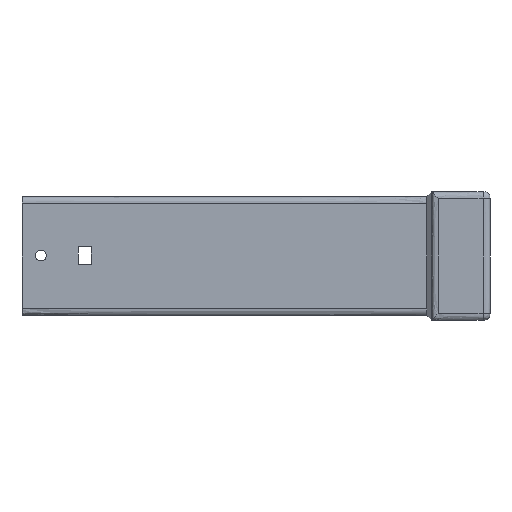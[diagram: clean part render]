
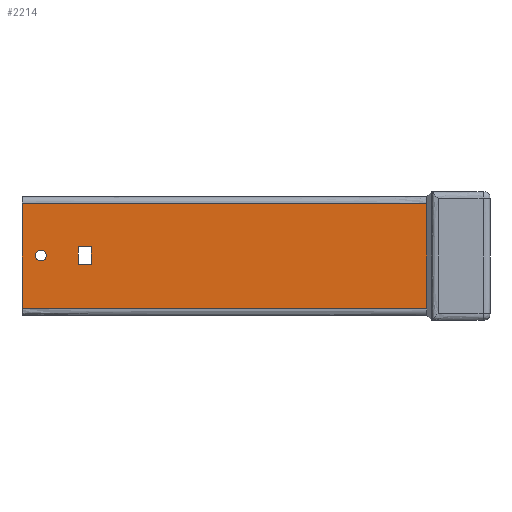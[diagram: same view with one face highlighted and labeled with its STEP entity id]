
A CAD part, front view. The second image highlights one B-rep face of the part: STEP entity #2214.
In plain terms, the highlighted planar face has unit normal (0, -1, 0).
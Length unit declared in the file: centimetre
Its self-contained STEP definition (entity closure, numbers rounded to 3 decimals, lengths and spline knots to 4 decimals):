
#260 = ORIENTED_EDGE ( 'NONE', *, *, #2112, .T. ) ;
#262 = CARTESIAN_POINT ( 'NONE',  ( 0., 0., 0. ) ) ;
#286 = VERTEX_POINT ( 'NONE', #1631 ) ;
#293 = VECTOR ( 'NONE', #2926, 100. ) ;
#316 = DIRECTION ( 'NONE',  ( 0., 1., 0. ) ) ;
#328 = ORIENTED_EDGE ( 'NONE', *, *, #1562, .T. ) ;
#357 = EDGE_CURVE ( 'NONE', #634, #2356, #2323, .T. ) ;
#412 = CARTESIAN_POINT ( 'NONE',  ( 0., 0., -0.3825 ) ) ;
#459 = VECTOR ( 'NONE', #3366, 100. ) ;
#470 = EDGE_CURVE ( 'NONE', #1009, #2952, #3875, .T. ) ;
#496 = LINE ( 'NONE', #2544, #602 ) ;
#509 = CARTESIAN_POINT ( 'NONE',  ( -4.1783, 0., 2.2471 ) ) ;
#521 = VECTOR ( 'NONE', #3544, 100. ) ;
#596 = CARTESIAN_POINT ( 'NONE',  ( -9.2, 0., -0.2325 ) ) ;
#602 = VECTOR ( 'NONE', #3211, 100. ) ;
#627 = EDGE_CURVE ( 'NONE', #2682, #634, #1855, .T. ) ;
#634 = VERTEX_POINT ( 'NONE', #1926 ) ;
#683 = ORIENTED_EDGE ( 'NONE', *, *, #4233, .F. ) ;
#740 = VECTOR ( 'NONE', #3904, 100. ) ;
#826 = CARTESIAN_POINT ( 'NONE',  ( -10.0175, 0., 2.5 ) ) ;
#843 = CARTESIAN_POINT ( 'NONE',  ( 7.5, 0., 2.2471 ) ) ;
#862 = VERTEX_POINT ( 'NONE', #3765 ) ;
#957 = B_SPLINE_CURVE_WITH_KNOTS ( 'NONE', 3,
 ( #843, #3894, #509, #3226 ),
 .UNSPECIFIED., .F., .F.,
 ( 4, 4 ),
 ( 0., 1. ),
 .UNSPECIFIED. ) ;
#963 = EDGE_LOOP ( 'NONE', ( #4351, #2728, #3378, #328 ) ) ;
#994 = B_SPLINE_CURVE_WITH_KNOTS ( 'NONE', 3,
 ( #3883, #1857, #2194, #3551 ),
 .UNSPECIFIED., .F., .F.,
 ( 4, 4 ),
 ( 0., 1. ),
 .UNSPECIFIED. ) ;
#1009 = VERTEX_POINT ( 'NONE', #2611 ) ;
#1161 = CARTESIAN_POINT ( 'NONE',  ( -7.5825, 0., 0. ) ) ;
#1208 = CARTESIAN_POINT ( 'NONE',  ( -10.0175, 0., -2.282 ) ) ;
#1243 = LINE ( 'NONE', #826, #521 ) ;
#1285 = DIRECTION ( 'NONE',  ( 0., 1., 0. ) ) ;
#1329 = EDGE_LOOP ( 'NONE', ( #683, #1534, #1915, #3473 ) ) ;
#1439 = DIRECTION ( 'NONE',  ( 0., 0., 1. ) ) ;
#1514 = CARTESIAN_POINT ( 'NONE',  ( -7.0175, 0., -0.3825 ) ) ;
#1530 = EDGE_CURVE ( 'NONE', #1576, #286, #994, .T. ) ;
#1534 = ORIENTED_EDGE ( 'NONE', *, *, #2777, .T. ) ;
#1562 = EDGE_CURVE ( 'NONE', #2356, #4043, #496, .T. ) ;
#1576 = VERTEX_POINT ( 'NONE', #1208 ) ;
#1622 = FACE_OUTER_BOUND ( 'NONE', #1329, .T. ) ;
#1631 = CARTESIAN_POINT ( 'NONE',  ( 7.5, 0., -2.282 ) ) ;
#1771 = CARTESIAN_POINT ( 'NONE',  ( -9.2, 0., 0. ) ) ;
#1779 = ORIENTED_EDGE ( 'NONE', *, *, #470, .T. ) ;
#1795 = DIRECTION ( 'NONE',  ( 0., 1., 0. ) ) ;
#1855 = LINE ( 'NONE', #1161, #3523 ) ;
#1857 = CARTESIAN_POINT ( 'NONE',  ( -4.1783, 0., -2.282 ) ) ;
#1915 = ORIENTED_EDGE ( 'NONE', *, *, #4087, .F. ) ;
#1922 = CARTESIAN_POINT ( 'NONE',  ( -7.5825, 0., -0.3825 ) ) ;
#1926 = CARTESIAN_POINT ( 'NONE',  ( -7.5825, 0., 0.3825 ) ) ;
#2112 = EDGE_CURVE ( 'NONE', #2952, #1009, #2445, .T. ) ;
#2194 = CARTESIAN_POINT ( 'NONE',  ( 1.6608, 0., -2.282 ) ) ;
#2214 = ADVANCED_FACE ( 'NONE', ( #3673, #2292, #1622 ), #3649, .F. ) ;
#2249 = VERTEX_POINT ( 'NONE', #3082 ) ;
#2280 = CARTESIAN_POINT ( 'NONE',  ( 0., 0., 0.3825 ) ) ;
#2292 = FACE_BOUND ( 'NONE', #963, .T. ) ;
#2323 = LINE ( 'NONE', #2280, #459 ) ;
#2343 = DIRECTION ( 'NONE',  ( 0., 0., 1. ) ) ;
#2356 = VERTEX_POINT ( 'NONE', #3492 ) ;
#2445 = CIRCLE ( 'NONE', #3587, 0.2325 ) ;
#2460 = LINE ( 'NONE', #412, #740 ) ;
#2544 = CARTESIAN_POINT ( 'NONE',  ( -7.0175, 0., 0. ) ) ;
#2611 = CARTESIAN_POINT ( 'NONE',  ( -9.2, 0., 0.2325 ) ) ;
#2682 = VERTEX_POINT ( 'NONE', #1922 ) ;
#2728 = ORIENTED_EDGE ( 'NONE', *, *, #627, .T. ) ;
#2777 = EDGE_CURVE ( 'NONE', #862, #2249, #957, .T. ) ;
#2926 = DIRECTION ( 'NONE',  ( 0., 0., -1. ) ) ;
#2943 = AXIS2_PLACEMENT_3D ( 'NONE', #3341, #316, #2343 ) ;
#2952 = VERTEX_POINT ( 'NONE', #596 ) ;
#3082 = CARTESIAN_POINT ( 'NONE',  ( -10.0175, 0., 2.2471 ) ) ;
#3211 = DIRECTION ( 'NONE',  ( 0., 0., -1. ) ) ;
#3226 = CARTESIAN_POINT ( 'NONE',  ( -10.0175, 0., 2.2471 ) ) ;
#3241 = EDGE_CURVE ( 'NONE', #4043, #2682, #2460, .T. ) ;
#3332 = DIRECTION ( 'NONE',  ( 0., 0., 1. ) ) ;
#3341 = CARTESIAN_POINT ( 'NONE',  ( -9.2, 0., 0. ) ) ;
#3366 = DIRECTION ( 'NONE',  ( 1., 0., 0. ) ) ;
#3378 = ORIENTED_EDGE ( 'NONE', *, *, #357, .T. ) ;
#3473 = ORIENTED_EDGE ( 'NONE', *, *, #1530, .T. ) ;
#3492 = CARTESIAN_POINT ( 'NONE',  ( -7.0175, 0., 0.3825 ) ) ;
#3523 = VECTOR ( 'NONE', #4223, 100. ) ;
#3544 = DIRECTION ( 'NONE',  ( 0., 0., 1. ) ) ;
#3551 = CARTESIAN_POINT ( 'NONE',  ( 7.5, 0., -2.282 ) ) ;
#3587 = AXIS2_PLACEMENT_3D ( 'NONE', #1771, #1795, #1439 ) ;
#3649 = PLANE ( 'NONE',  #4230 ) ;
#3673 = FACE_BOUND ( 'NONE', #4068, .T. ) ;
#3765 = CARTESIAN_POINT ( 'NONE',  ( 7.5, 0., 2.2471 ) ) ;
#3875 = CIRCLE ( 'NONE', #2943, 0.2325 ) ;
#3883 = CARTESIAN_POINT ( 'NONE',  ( -10.0175, 0., -2.282 ) ) ;
#3894 = CARTESIAN_POINT ( 'NONE',  ( 1.6608, 0., 2.2471 ) ) ;
#3904 = DIRECTION ( 'NONE',  ( -1., 0., 0. ) ) ;
#3956 = LINE ( 'NONE', #4279, #293 ) ;
#4043 = VERTEX_POINT ( 'NONE', #1514 ) ;
#4068 = EDGE_LOOP ( 'NONE', ( #1779, #260 ) ) ;
#4087 = EDGE_CURVE ( 'NONE', #1576, #2249, #1243, .T. ) ;
#4223 = DIRECTION ( 'NONE',  ( 0., 0., 1. ) ) ;
#4230 = AXIS2_PLACEMENT_3D ( 'NONE', #262, #1285, #3332 ) ;
#4233 = EDGE_CURVE ( 'NONE', #862, #286, #3956, .T. ) ;
#4279 = CARTESIAN_POINT ( 'NONE',  ( 7.5, 0., 2.5 ) ) ;
#4351 = ORIENTED_EDGE ( 'NONE', *, *, #3241, .T. ) ;
